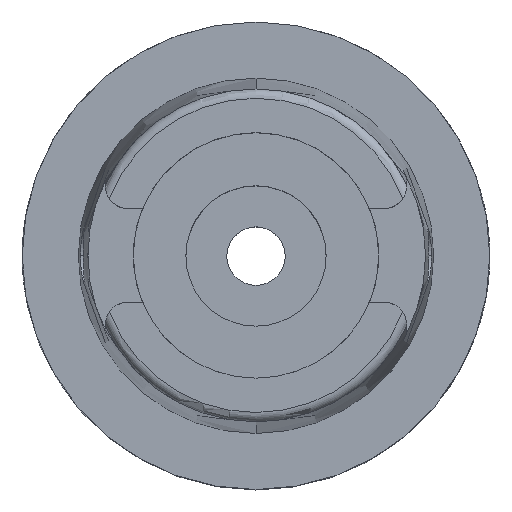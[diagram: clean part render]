
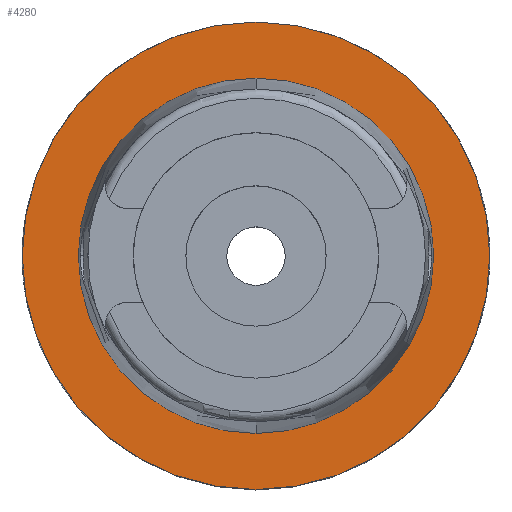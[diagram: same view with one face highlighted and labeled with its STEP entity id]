
A CAD part, top view. The second image highlights one B-rep face of the part: STEP entity #4280.
In plain terms, the highlighted planar face has unit normal (0, 0, 1).
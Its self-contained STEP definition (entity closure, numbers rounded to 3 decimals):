
#2058=CARTESIAN_POINT('',(0.,0.,0.));
#2059=DIRECTION('',(0.,0.,-1.));
#2060=DIRECTION('',(0.,-1.,0.));
#2061=AXIS2_PLACEMENT_3D('',#2058,#2059,#2060);
#2066=CARTESIAN_POINT('',(0.,0.,0.));
#2067=DIRECTION('',(0.,0.,-1.));
#2068=DIRECTION('',(0.,1.,0.));
#2069=AXIS2_PLACEMENT_3D('',#2066,#2067,#2068);
#2074=CARTESIAN_POINT('',(0.,0.,0.));
#2075=DIRECTION('',(0.,0.,1.));
#2076=DIRECTION('',(0.,-1.,0.));
#2077=AXIS2_PLACEMENT_3D('',#2074,#2075,#2076);
#2082=CARTESIAN_POINT('',(0.,0.,0.));
#2083=DIRECTION('',(0.,0.,1.));
#2084=DIRECTION('',(0.,1.,0.));
#2085=AXIS2_PLACEMENT_3D('',#2082,#2083,#2084);
#2503=CARTESIAN_POINT('',(0.,-15.2,0.));
#2504=VERTEX_POINT('',#2503);
#2505=CARTESIAN_POINT('',(0.,15.2,0.));
#2506=VERTEX_POINT('',#2505);
#2779=CARTESIAN_POINT('',(0.,20.,0.));
#2780=VERTEX_POINT('',#2779);
#2781=CARTESIAN_POINT('',(0.,-20.,0.));
#2782=VERTEX_POINT('',#2781);
#4267=CARTESIAN_POINT('',(0.,0.,0.));
#4268=DIRECTION('',(0.,0.,-1.));
#4269=DIRECTION('',(0.,-1.,0.));
#4270=AXIS2_PLACEMENT_3D('',#4267,#4268,#4269);
#4271=PLANE('',#4270);
#4272=ORIENTED_EDGE('',*,*,#4059,.T.);
#4273=ORIENTED_EDGE('',*,*,#4202,.T.);
#4274=EDGE_LOOP('',(#4272,#4273));
#4275=FACE_OUTER_BOUND('',#4274,.F.);
#4276=ORIENTED_EDGE('',*,*,#3011,.T.);
#4277=ORIENTED_EDGE('',*,*,#2980,.T.);
#4278=EDGE_LOOP('',(#4276,#4277));
#4279=FACE_BOUND('',#4278,.F.);
#2062=CIRCLE('',#2061,20.);
#2070=CIRCLE('',#2069,20.);
#2078=CIRCLE('',#2077,15.2);
#2086=CIRCLE('',#2085,15.2);
#2980=EDGE_CURVE('',#2506,#2504,#2086,.T.);
#3011=EDGE_CURVE('',#2504,#2506,#2078,.T.);
#4059=EDGE_CURVE('',#2782,#2780,#2062,.T.);
#4202=EDGE_CURVE('',#2780,#2782,#2070,.T.);
#4280=ADVANCED_FACE('',(#4275,#4279),#4271,.F.);
